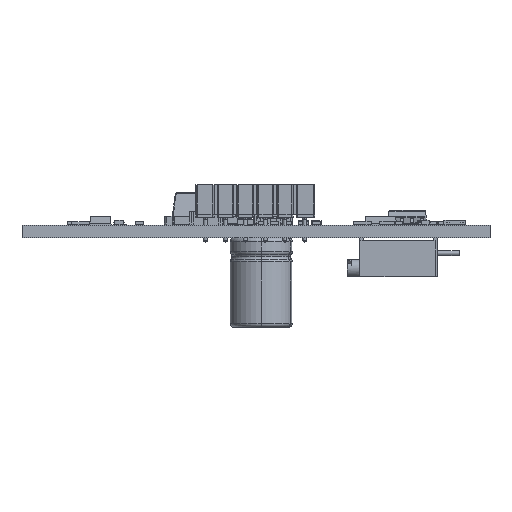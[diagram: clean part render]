
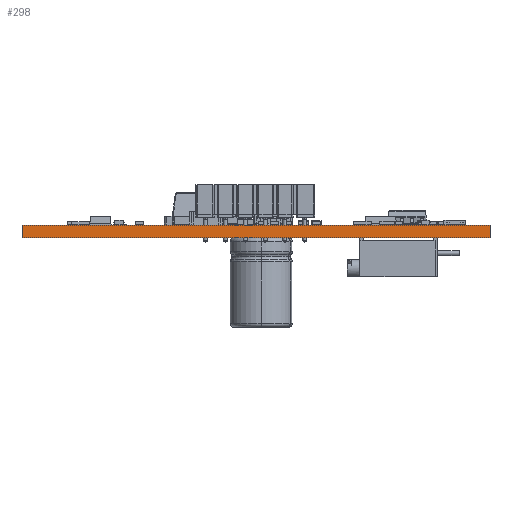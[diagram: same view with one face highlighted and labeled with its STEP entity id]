
A CAD part, front view. The second image highlights one B-rep face of the part: STEP entity #298.
In plain terms, the highlighted planar face has unit normal (0, -1, 0).
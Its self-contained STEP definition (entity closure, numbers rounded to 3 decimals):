
#240 = EDGE_CURVE('',#241,#243,#245,.T.);
#241 = VERTEX_POINT('',#242);
#242 = CARTESIAN_POINT('',(60.,-130.,-0.803));
#243 = VERTEX_POINT('',#244);
#244 = CARTESIAN_POINT('',(60.,-130.,0.803));
#245 = LINE('',#246,#247);
#246 = CARTESIAN_POINT('',(60.,-130.,-0.803));
#247 = VECTOR('',#248,1.);
#248 = DIRECTION('',(0.,0.,1.));
#273 = VERTEX_POINT('',#274);
#274 = CARTESIAN_POINT('',(0.,-130.,0.803));
#280 = EDGE_CURVE('',#281,#273,#283,.T.);
#281 = VERTEX_POINT('',#282);
#282 = CARTESIAN_POINT('',(0.,-130.,-0.803));
#283 = LINE('',#284,#285);
#284 = CARTESIAN_POINT('',(0.,-130.,-0.803));
#285 = VECTOR('',#286,1.);
#286 = DIRECTION('',(0.,0.,1.));
#298 = ADVANCED_FACE('',(#299),#315,.F.);
#299 = FACE_BOUND('',#300,.F.);
#300 = EDGE_LOOP('',(#301,#302,#308,#309));
#301 = ORIENTED_EDGE('',*,*,#280,.T.);
#302 = ORIENTED_EDGE('',*,*,#303,.T.);
#303 = EDGE_CURVE('',#273,#243,#304,.T.);
#304 = LINE('',#305,#306);
#305 = CARTESIAN_POINT('',(0.,-130.,0.803));
#306 = VECTOR('',#307,1.);
#307 = DIRECTION('',(1.,0.,0.));
#308 = ORIENTED_EDGE('',*,*,#240,.F.);
#309 = ORIENTED_EDGE('',*,*,#310,.F.);
#310 = EDGE_CURVE('',#281,#241,#311,.T.);
#311 = LINE('',#312,#313);
#312 = CARTESIAN_POINT('',(0.,-130.,-0.803));
#313 = VECTOR('',#314,1.);
#314 = DIRECTION('',(1.,0.,0.));
#315 = PLANE('',#316);
#316 = AXIS2_PLACEMENT_3D('',#317,#318,#319);
#317 = CARTESIAN_POINT('',(0.,-130.,-0.803));
#318 = DIRECTION('',(0.,1.,0.));
#319 = DIRECTION('',(1.,0.,0.));
